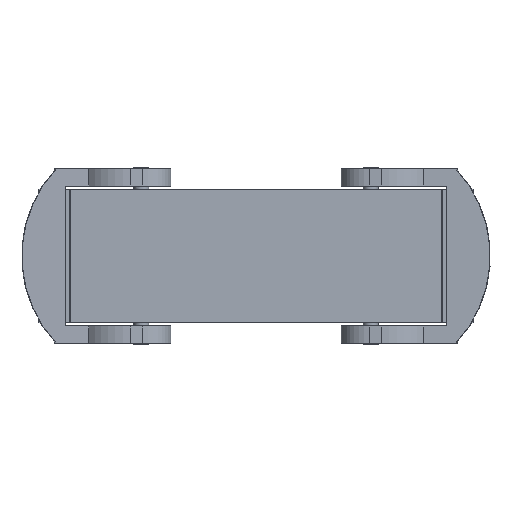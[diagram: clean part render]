
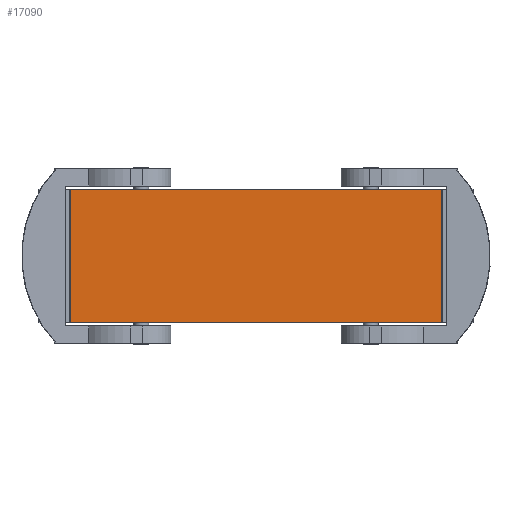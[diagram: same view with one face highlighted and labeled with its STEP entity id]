
A CAD part, front view. The second image highlights one B-rep face of the part: STEP entity #17090.
In plain terms, the highlighted face is planar.
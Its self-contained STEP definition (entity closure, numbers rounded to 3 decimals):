
#13160=CARTESIAN_POINT('',(-60.,-21.5,25.114));
#13170=VERTEX_POINT('',#13160);
#13200=CARTESIAN_POINT('',(0.,-21.5,25.114));
#13210=DIRECTION('',(-1.,-0.,-0.));
#13220=VECTOR('',#13210,1.);
#13230=LINE('',#13200,#13220);
#13240=CARTESIAN_POINT('',(60.,-21.5,25.114));
#13250=VERTEX_POINT('',#13240);
#13260=EDGE_CURVE('',#13250,#13170,#13230,.T.);
#13930=CARTESIAN_POINT('',(-60.,21.5,25.114));
#13940=VERTEX_POINT('',#13930);
#13970=CARTESIAN_POINT('',(-60.,0.,25.114));
#13980=DIRECTION('',(0.,1.,-0.));
#13990=VECTOR('',#13980,1.);
#14000=LINE('',#13970,#13990);
#14010=EDGE_CURVE('',#13170,#13940,#14000,.T.);
#14560=CARTESIAN_POINT('',(60.,21.5,25.114));
#14570=VERTEX_POINT('',#14560);
#14600=CARTESIAN_POINT('',(0.,21.5,25.114));
#14610=DIRECTION('',(1.,-0.,-0.));
#14620=VECTOR('',#14610,1.);
#14630=LINE('',#14600,#14620);
#14640=EDGE_CURVE('',#13940,#14570,#14630,.T.);
#15150=CARTESIAN_POINT('',(60.,0.,25.114));
#15160=DIRECTION('',(0.,-1.,-0.));
#15170=VECTOR('',#15160,1.);
#15180=LINE('',#15150,#15170);
#15190=EDGE_CURVE('',#14570,#13250,#15180,.T.);
#16980=CARTESIAN_POINT('',(-84.126,27.128,25.114));
#16990=DIRECTION('',(-0.,-0.,-1.));
#17000=DIRECTION('',(0.,-1.,0.));
#17010=AXIS2_PLACEMENT_3D('',#16980,#16990,#17000);
#17020=PLANE('',#17010);
#17030=ORIENTED_EDGE('',*,*,#14640,.F.);
#17040=ORIENTED_EDGE('',*,*,#15190,.F.);
#17050=ORIENTED_EDGE('',*,*,#13260,.F.);
#17060=ORIENTED_EDGE('',*,*,#14010,.F.);
#17070=EDGE_LOOP('',(#17060,#17050,#17040,#17030));
#17080=FACE_OUTER_BOUND('',#17070,.T.);
#17090=ADVANCED_FACE('',(#17080),#17020,.F.);
